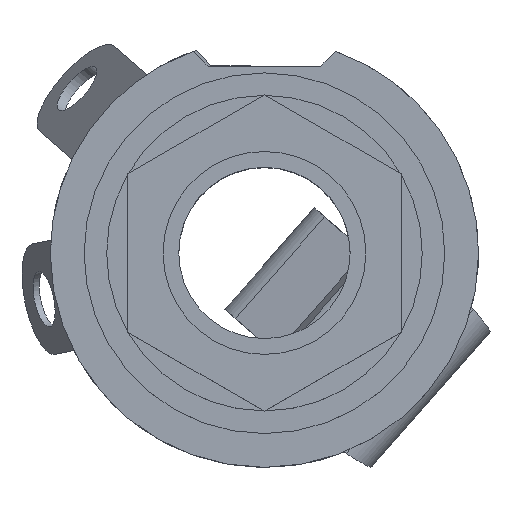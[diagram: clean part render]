
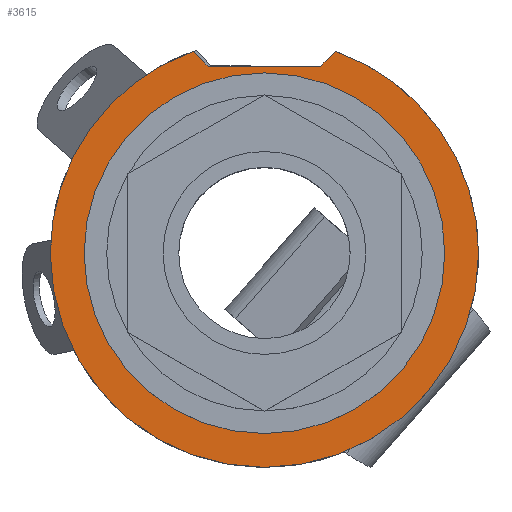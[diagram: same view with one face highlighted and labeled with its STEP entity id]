
A CAD part, top view. The second image highlights one B-rep face of the part: STEP entity #3615.
In plain terms, the highlighted planar face has unit normal (0, 0, 1).
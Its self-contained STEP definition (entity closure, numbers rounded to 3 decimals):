
#105 = EDGE_CURVE ( 'NONE', #4174, #4130, #2188, .T. ) ;
#117 = VERTEX_POINT ( 'NONE', #4481 ) ;
#197 = CARTESIAN_POINT ( 'NONE',  ( 0., 0., 1. ) ) ;
#240 = DIRECTION ( 'NONE',  ( -1., 0., 0. ) ) ;
#259 = CARTESIAN_POINT ( 'NONE',  ( 0., 0., 1. ) ) ;
#382 = DIRECTION ( 'NONE',  ( -1., 0., 0. ) ) ;
#566 = CIRCLE ( 'NONE', #3658, 9.5 ) ;
#685 = EDGE_CURVE ( 'NONE', #117, #945, #2686, .T. ) ;
#697 = CIRCLE ( 'NONE', #2285, 9.5 ) ;
#701 = AXIS2_PLACEMENT_3D ( 'NONE', #259, #2349, #1319 ) ;
#753 = AXIS2_PLACEMENT_3D ( 'NONE', #855, #4115, #1955 ) ;
#792 = VERTEX_POINT ( 'NONE', #2906 ) ;
#855 = CARTESIAN_POINT ( 'NONE',  ( 0., 0., 1. ) ) ;
#875 = VECTOR ( 'NONE', #382, 1000. ) ;
#945 = VERTEX_POINT ( 'NONE', #1333 ) ;
#973 = DIRECTION ( 'NONE',  ( -1., 0., 0. ) ) ;
#1067 = EDGE_LOOP ( 'NONE', ( #2185, #4093 ) ) ;
#1074 = CARTESIAN_POINT ( 'NONE',  ( 2.5, 8.3, 1. ) ) ;
#1090 = VERTEX_POINT ( 'NONE', #1526 ) ;
#1123 = ORIENTED_EDGE ( 'NONE', *, *, #3294, .T. ) ;
#1138 = CARTESIAN_POINT ( 'NONE',  ( -2.5, 8.3, 1. ) ) ;
#1180 = EDGE_CURVE ( 'NONE', #1530, #1090, #2198, .T. ) ;
#1319 = DIRECTION ( 'NONE',  ( 1., 0., 0. ) ) ;
#1333 = CARTESIAN_POINT ( 'NONE',  ( -4., 0., 1. ) ) ;
#1355 = EDGE_CURVE ( 'NONE', #792, #4174, #566, .T. ) ;
#1526 = CARTESIAN_POINT ( 'NONE',  ( -2.5, 8.3, 1. ) ) ;
#1530 = VERTEX_POINT ( 'NONE', #1074 ) ;
#1572 = EDGE_CURVE ( 'NONE', #3841, #792, #697, .T. ) ;
#1609 = EDGE_LOOP ( 'NONE', ( #2604, #3042, #2319, #2506, #1922, #1123 ) ) ;
#1616 = DIRECTION ( 'NONE',  ( 0., 0., 1. ) ) ;
#1697 = FACE_BOUND ( 'NONE', #1067, .T. ) ;
#1709 = CARTESIAN_POINT ( 'NONE',  ( 3.159, 8.959, 1. ) ) ;
#1717 = DIRECTION ( 'NONE',  ( 0., 0., 1. ) ) ;
#1922 = ORIENTED_EDGE ( 'NONE', *, *, #1180, .T. ) ;
#1955 = DIRECTION ( 'NONE',  ( -1., 0., 0. ) ) ;
#2066 = DIRECTION ( 'NONE',  ( -0.707, 0.707, 0. ) ) ;
#2174 = LINE ( 'NONE', #1138, #4275 ) ;
#2185 = ORIENTED_EDGE ( 'NONE', *, *, #2271, .F. ) ;
#2188 = CIRCLE ( 'NONE', #753, 9.5 ) ;
#2198 = LINE ( 'NONE', #4315, #875 ) ;
#2271 = EDGE_CURVE ( 'NONE', #945, #117, #2358, .T. ) ;
#2285 = AXIS2_PLACEMENT_3D ( 'NONE', #2599, #1616, #3030 ) ;
#2319 = ORIENTED_EDGE ( 'NONE', *, *, #105, .T. ) ;
#2320 = DIRECTION ( 'NONE',  ( -0.707, -0.707, 0. ) ) ;
#2349 = DIRECTION ( 'NONE',  ( 0., 0., 1. ) ) ;
#2358 = CIRCLE ( 'NONE', #701, 4. ) ;
#2363 = CARTESIAN_POINT ( 'NONE',  ( 2.5, 8.3, 1. ) ) ;
#2506 = ORIENTED_EDGE ( 'NONE', *, *, #3152, .T. ) ;
#2538 = CARTESIAN_POINT ( 'NONE',  ( 0., 0., 1. ) ) ;
#2562 = AXIS2_PLACEMENT_3D ( 'NONE', #197, #3072, #240 ) ;
#2599 = CARTESIAN_POINT ( 'NONE',  ( 0., 0., 1. ) ) ;
#2604 = ORIENTED_EDGE ( 'NONE', *, *, #1572, .T. ) ;
#2645 = VECTOR ( 'NONE', #2320, 1000. ) ;
#2686 = CIRCLE ( 'NONE', #4030, 4. ) ;
#2747 = CARTESIAN_POINT ( 'NONE',  ( -3.159, 8.959, 1. ) ) ;
#2906 = CARTESIAN_POINT ( 'NONE',  ( -9.5, 0., 1. ) ) ;
#3030 = DIRECTION ( 'NONE',  ( -1., 0., 0. ) ) ;
#3042 = ORIENTED_EDGE ( 'NONE', *, *, #1355, .T. ) ;
#3072 = DIRECTION ( 'NONE',  ( 0., 0., -1. ) ) ;
#3132 = CARTESIAN_POINT ( 'NONE',  ( 9.5, 0., 1. ) ) ;
#3144 = FACE_OUTER_BOUND ( 'NONE', #1609, .T. ) ;
#3152 = EDGE_CURVE ( 'NONE', #4130, #1530, #3410, .T. ) ;
#3238 = DIRECTION ( 'NONE',  ( 1., 0., 0. ) ) ;
#3294 = EDGE_CURVE ( 'NONE', #1090, #3841, #2174, .T. ) ;
#3410 = LINE ( 'NONE', #2363, #2645 ) ;
#3459 = DIRECTION ( 'NONE',  ( 0., 0., 1. ) ) ;
#3469 = PLANE ( 'NONE',  #2562 ) ;
#3615 = ADVANCED_FACE ( 'NONE', ( #3144, #1697 ), #3469, .F. ) ;
#3658 = AXIS2_PLACEMENT_3D ( 'NONE', #4189, #3459, #973 ) ;
#3841 = VERTEX_POINT ( 'NONE', #2747 ) ;
#4030 = AXIS2_PLACEMENT_3D ( 'NONE', #2538, #1717, #3238 ) ;
#4093 = ORIENTED_EDGE ( 'NONE', *, *, #685, .F. ) ;
#4115 = DIRECTION ( 'NONE',  ( 0., 0., 1. ) ) ;
#4130 = VERTEX_POINT ( 'NONE', #1709 ) ;
#4174 = VERTEX_POINT ( 'NONE', #3132 ) ;
#4189 = CARTESIAN_POINT ( 'NONE',  ( 0., 0., 1. ) ) ;
#4275 = VECTOR ( 'NONE', #2066, 1000. ) ;
#4315 = CARTESIAN_POINT ( 'NONE',  ( -2.5, 8.3, 1. ) ) ;
#4481 = CARTESIAN_POINT ( 'NONE',  ( 4., 0., 1. ) ) ;
